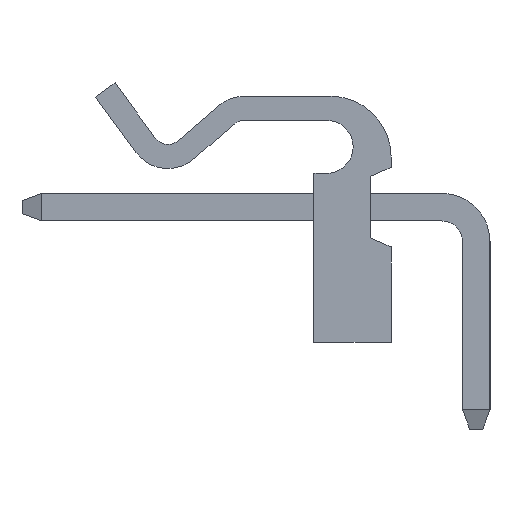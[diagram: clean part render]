
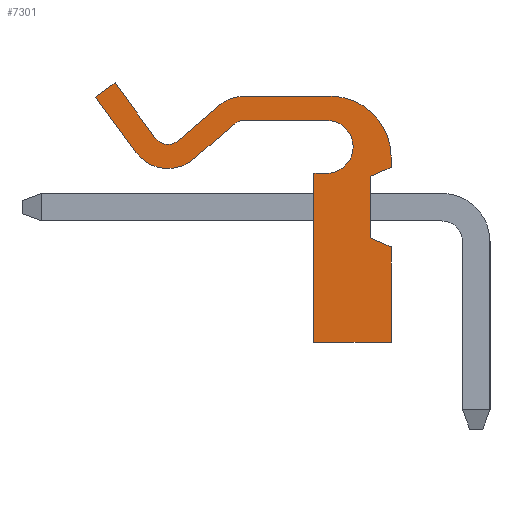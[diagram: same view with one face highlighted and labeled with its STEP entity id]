
A CAD part, left-side view. The second image highlights one B-rep face of the part: STEP entity #7301.
In plain terms, the highlighted face is planar.
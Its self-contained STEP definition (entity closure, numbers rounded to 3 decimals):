
#50=CIRCLE('',#7614,1.652);
#51=CIRCLE('',#7615,0.644);
#52=CIRCLE('',#7616,1.644);
#53=CIRCLE('',#7617,0.652);
#54=CIRCLE('',#7618,1.1);
#55=CIRCLE('',#7619,2.528);
#326=ORIENTED_EDGE('',*,*,#1720,.T.);
#327=ORIENTED_EDGE('',*,*,#1721,.T.);
#328=ORIENTED_EDGE('',*,*,#1722,.T.);
#329=ORIENTED_EDGE('',*,*,#1723,.T.);
#330=ORIENTED_EDGE('',*,*,#1724,.T.);
#331=ORIENTED_EDGE('',*,*,#1725,.T.);
#332=ORIENTED_EDGE('',*,*,#1726,.T.);
#333=ORIENTED_EDGE('',*,*,#1727,.T.);
#334=ORIENTED_EDGE('',*,*,#1728,.T.);
#335=ORIENTED_EDGE('',*,*,#1729,.T.);
#336=ORIENTED_EDGE('',*,*,#1730,.T.);
#337=ORIENTED_EDGE('',*,*,#1731,.T.);
#338=ORIENTED_EDGE('',*,*,#1732,.T.);
#339=ORIENTED_EDGE('',*,*,#1733,.T.);
#340=ORIENTED_EDGE('',*,*,#1734,.T.);
#341=ORIENTED_EDGE('',*,*,#1735,.T.);
#342=ORIENTED_EDGE('',*,*,#1736,.T.);
#343=ORIENTED_EDGE('',*,*,#1737,.T.);
#344=ORIENTED_EDGE('',*,*,#1738,.T.);
#345=ORIENTED_EDGE('',*,*,#1739,.T.);
#346=ORIENTED_EDGE('',*,*,#1740,.T.);
#1720=EDGE_CURVE('',#2415,#2416,#50,.T.);
#1721=EDGE_CURVE('',#2416,#2417,#2925,.T.);
#1722=EDGE_CURVE('',#2417,#2418,#51,.T.);
#1723=EDGE_CURVE('',#2418,#2419,#2926,.T.);
#1724=EDGE_CURVE('',#2419,#2420,#2927,.T.);
#1725=EDGE_CURVE('',#2420,#2421,#2928,.T.);
#1726=EDGE_CURVE('',#2421,#2422,#52,.T.);
#1727=EDGE_CURVE('',#2422,#2423,#2929,.T.);
#1728=EDGE_CURVE('',#2423,#2424,#53,.T.);
#1729=EDGE_CURVE('',#2424,#2425,#2930,.T.);
#1730=EDGE_CURVE('',#2425,#2426,#54,.T.);
#1731=EDGE_CURVE('',#2426,#2427,#2931,.T.);
#1732=EDGE_CURVE('',#2427,#2428,#2932,.T.);
#1733=EDGE_CURVE('',#2428,#2429,#2933,.T.);
#1734=EDGE_CURVE('',#2429,#2430,#2934,.T.);
#1735=EDGE_CURVE('',#2430,#2431,#2935,.T.);
#1736=EDGE_CURVE('',#2431,#2432,#2936,.T.);
#1737=EDGE_CURVE('',#2432,#2433,#2937,.T.);
#1738=EDGE_CURVE('',#2433,#2434,#2938,.T.);
#1739=EDGE_CURVE('',#2434,#2435,#55,.T.);
#1740=EDGE_CURVE('',#2435,#2415,#2939,.T.);
#2415=VERTEX_POINT('',#9615);
#2416=VERTEX_POINT('',#9616);
#2417=VERTEX_POINT('',#9618);
#2418=VERTEX_POINT('',#9620);
#2419=VERTEX_POINT('',#9622);
#2420=VERTEX_POINT('',#9624);
#2421=VERTEX_POINT('',#9626);
#2422=VERTEX_POINT('',#9628);
#2423=VERTEX_POINT('',#9630);
#2424=VERTEX_POINT('',#9632);
#2425=VERTEX_POINT('',#9634);
#2426=VERTEX_POINT('',#9636);
#2427=VERTEX_POINT('',#9638);
#2428=VERTEX_POINT('',#9640);
#2429=VERTEX_POINT('',#9642);
#2430=VERTEX_POINT('',#9644);
#2431=VERTEX_POINT('',#9646);
#2432=VERTEX_POINT('',#9648);
#2433=VERTEX_POINT('',#9650);
#2434=VERTEX_POINT('',#9652);
#2435=VERTEX_POINT('',#9654);
#2925=LINE('',#9617,#3612);
#2926=LINE('',#9621,#3613);
#2927=LINE('',#9623,#3614);
#2928=LINE('',#9625,#3615);
#2929=LINE('',#9629,#3616);
#2930=LINE('',#9633,#3617);
#2931=LINE('',#9637,#3618);
#2932=LINE('',#9639,#3619);
#2933=LINE('',#9641,#3620);
#2934=LINE('',#9643,#3621);
#2935=LINE('',#9645,#3622);
#2936=LINE('',#9647,#3623);
#2937=LINE('',#9649,#3624);
#2938=LINE('',#9651,#3625);
#2939=LINE('',#9655,#3626);
#3612=VECTOR('',#8173,1000.);
#3613=VECTOR('',#8176,1000.);
#3614=VECTOR('',#8177,1000.);
#3615=VECTOR('',#8178,1000.);
#3616=VECTOR('',#8181,1000.);
#3617=VECTOR('',#8184,1000.);
#3618=VECTOR('',#8187,1000.);
#3619=VECTOR('',#8188,1000.);
#3620=VECTOR('',#8189,1000.);
#3621=VECTOR('',#8190,1000.);
#3622=VECTOR('',#8191,1000.);
#3623=VECTOR('',#8192,1000.);
#3624=VECTOR('',#8193,1000.);
#3625=VECTOR('',#8194,1000.);
#3626=VECTOR('',#8197,1000.);
#4215=EDGE_LOOP('',(#326,#327,#328,#329,#330,#331,#332,#333,#334,#335,#336,
#337,#338,#339,#340,#341,#342,#343,#344,#345,#346));
#4550=FACE_BOUND('',#4215,.T.);
#4885=PLANE('',#7613);
#7301=ADVANCED_FACE('',(#4550),#4885,.T.);
#7613=AXIS2_PLACEMENT_3D('',#9613,#8169,#8170);
#7614=AXIS2_PLACEMENT_3D('',#9614,#8171,#8172);
#7615=AXIS2_PLACEMENT_3D('',#9619,#8174,#8175);
#7616=AXIS2_PLACEMENT_3D('',#9627,#8179,#8180);
#7617=AXIS2_PLACEMENT_3D('',#9631,#8182,#8183);
#7618=AXIS2_PLACEMENT_3D('',#9635,#8185,#8186);
#7619=AXIS2_PLACEMENT_3D('',#9653,#8195,#8196);
#8169=DIRECTION('',(1.,0.,0.));
#8170=DIRECTION('',(0.,0.,-1.));
#8171=DIRECTION('',(1.,0.,0.));
#8172=DIRECTION('',(0.,-1.,0.));
#8173=DIRECTION('',(0.,-0.652,0.758));
#8174=DIRECTION('',(-1.,0.,0.));
#8175=DIRECTION('',(0.,1.,0.));
#8176=DIRECTION('',(0.,0.807,0.591));
#8177=DIRECTION('',(0.,-0.591,0.807));
#8178=DIRECTION('',(0.,-0.807,-0.591));
#8179=DIRECTION('',(1.,0.,0.));
#8180=DIRECTION('',(0.,1.,0.));
#8181=DIRECTION('',(0.,0.652,-0.758));
#8182=DIRECTION('',(-1.,0.,0.));
#8183=DIRECTION('',(0.,-1.,0.));
#8184=DIRECTION('',(0.,0.,-1.));
#8185=DIRECTION('',(-1.,0.,0.));
#8186=DIRECTION('',(0.,1.,0.));
#8187=DIRECTION('',(0.,0.,1.));
#8188=DIRECTION('',(0.,-1.,0.));
#8189=DIRECTION('',(0.,0.,-1.));
#8190=DIRECTION('',(0.,1.,0.));
#8191=DIRECTION('',(0.,0.404,0.915));
#8192=DIRECTION('',(0.,1.,0.));
#8193=DIRECTION('',(0.,0.404,-0.915));
#8194=DIRECTION('',(0.,1.,0.));
#8195=DIRECTION('',(1.,0.,0.));
#8196=DIRECTION('',(0.,-1.,0.));
#8197=DIRECTION('',(0.,0.,1.));
#9613=CARTESIAN_POINT('',(19.855,6.573,4.474));
#9614=CARTESIAN_POINT('',(19.855,6.573,4.474));
#9615=CARTESIAN_POINT('',(19.855,8.225,4.474));
#9616=CARTESIAN_POINT('',(19.855,7.825,5.551));
#9617=CARTESIAN_POINT('',(19.855,7.825,5.551));
#9618=CARTESIAN_POINT('',(19.855,6.381,7.23));
#9619=CARTESIAN_POINT('',(19.855,6.869,7.65));
#9620=CARTESIAN_POINT('',(19.855,6.489,8.17));
#9621=CARTESIAN_POINT('',(19.855,6.489,8.17));
#9622=CARTESIAN_POINT('',(19.855,8.775,9.843));
#9623=CARTESIAN_POINT('',(19.855,8.184,10.65));
#9624=CARTESIAN_POINT('',(19.855,8.184,10.65));
#9625=CARTESIAN_POINT('',(19.855,5.898,8.977));
#9626=CARTESIAN_POINT('',(19.855,5.898,8.977));
#9627=CARTESIAN_POINT('',(19.855,6.869,7.65));
#9628=CARTESIAN_POINT('',(19.855,5.623,6.578));
#9629=CARTESIAN_POINT('',(19.855,7.067,4.899));
#9630=CARTESIAN_POINT('',(19.855,7.067,4.899));
#9631=CARTESIAN_POINT('',(19.855,6.573,4.474));
#9632=CARTESIAN_POINT('',(19.855,7.225,4.474));
#9633=CARTESIAN_POINT('',(19.855,7.225,1.074));
#9634=CARTESIAN_POINT('',(19.855,7.225,1.074));
#9635=CARTESIAN_POINT('',(19.855,6.125,1.074));
#9636=CARTESIAN_POINT('',(19.855,5.025,1.074));
#9637=CARTESIAN_POINT('',(19.855,5.025,1.6));
#9638=CARTESIAN_POINT('',(19.855,5.025,1.6));
#9639=CARTESIAN_POINT('',(19.855,-1.975,1.6));
#9640=CARTESIAN_POINT('',(19.855,-1.975,1.6));
#9641=CARTESIAN_POINT('',(19.855,-1.975,1.6));
#9642=CARTESIAN_POINT('',(19.855,-1.975,-1.6));
#9643=CARTESIAN_POINT('',(19.855,-1.975,-1.6));
#9644=CARTESIAN_POINT('',(19.855,1.975,-1.6));
#9645=CARTESIAN_POINT('',(19.855,1.975,-1.6));
#9646=CARTESIAN_POINT('',(19.855,2.35,-0.75));
#9647=CARTESIAN_POINT('',(19.855,2.35,-0.75));
#9648=CARTESIAN_POINT('',(19.855,4.9,-0.75));
#9649=CARTESIAN_POINT('',(19.855,4.9,-0.75));
#9650=CARTESIAN_POINT('',(19.855,5.275,-1.6));
#9651=CARTESIAN_POINT('',(19.855,5.275,-1.6));
#9652=CARTESIAN_POINT('',(19.855,5.701,-1.6));
#9653=CARTESIAN_POINT('',(19.855,5.701,0.928));
#9654=CARTESIAN_POINT('',(19.855,8.225,1.074));
#9655=CARTESIAN_POINT('',(19.855,8.225,4.474));
